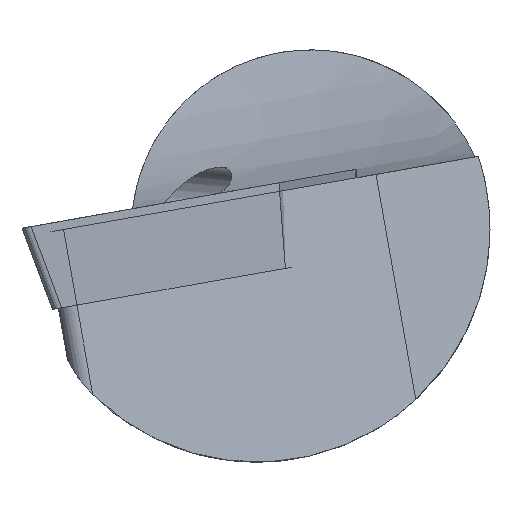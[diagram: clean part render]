
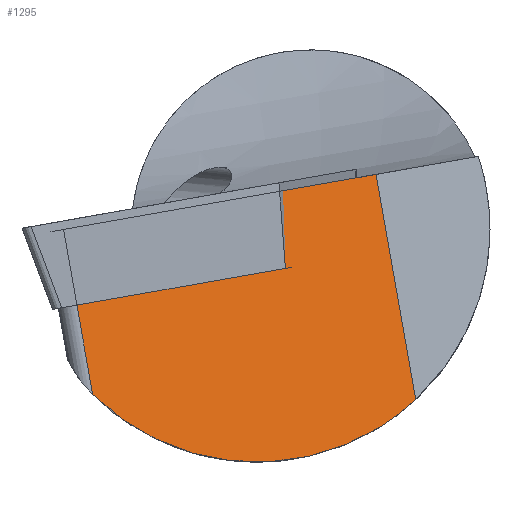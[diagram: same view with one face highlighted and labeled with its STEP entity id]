
A CAD part, front view. The second image highlights one B-rep face of the part: STEP entity #1295.
In plain terms, the highlighted face is planar.
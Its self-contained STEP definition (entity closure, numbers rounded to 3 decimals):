
#53=PLANE('',#1440);
#163=ELLIPSE('',#1418,6.825,6.5);
#238=ORIENTED_EDGE('',*,*,#540,.F.);
#239=ORIENTED_EDGE('',*,*,#580,.T.);
#240=ORIENTED_EDGE('',*,*,#556,.T.);
#241=ORIENTED_EDGE('',*,*,#581,.F.);
#540=EDGE_CURVE('',#721,#722,#163,.F.);
#556=EDGE_CURVE('',#736,#735,#846,.T.);
#580=EDGE_CURVE('',#721,#736,#860,.T.);
#581=EDGE_CURVE('',#722,#735,#861,.T.);
#721=VERTEX_POINT('',#1990);
#722=VERTEX_POINT('',#1992);
#735=VERTEX_POINT('',#2067);
#736=VERTEX_POINT('',#2069);
#846=LINE('',#2068,#949);
#860=LINE('',#2134,#963);
#861=LINE('',#2135,#964);
#949=VECTOR('',#1601,1000.);
#963=VECTOR('',#1637,1000.);
#964=VECTOR('',#1638,1000.);
#1061=EDGE_LOOP('',(#238,#239,#240,#241));
#1166=FACE_BOUND('',#1061,.T.);
#1295=ADVANCED_FACE('',(#1166),#53,.F.);
#1418=AXIS2_PLACEMENT_3D('',#1991,#1574,#1575);
#1440=AXIS2_PLACEMENT_3D('',#2133,#1635,#1636);
#1574=DIRECTION('',(-0.952,-0.3,0.053));
#1575=DIRECTION('',(-0.305,0.938,-0.165));
#1601=DIRECTION('',(-0.305,0.938,-0.165));
#1635=DIRECTION('',(0.952,0.3,-0.053));
#1636=DIRECTION('',(0.301,-0.954,0.));
#1637=DIRECTION('',(0.,0.174,0.985));
#1638=DIRECTION('',(0.,0.174,0.985));
#1990=CARTESIAN_POINT('',(3.424,-2.929,-4.758));
#1991=CARTESIAN_POINT('',(2.292,1.5,0.));
#1992=CARTESIAN_POINT('',(0.589,6.087,-4.606));
#2067=CARTESIAN_POINT('',(0.589,6.897,-0.009));
#2068=CARTESIAN_POINT('',(0.93,5.849,0.176));
#2069=CARTESIAN_POINT('',(3.424,-1.82,1.529));
#2133=CARTESIAN_POINT('',(2.575,-0.911,-8.583));
#2134=CARTESIAN_POINT('',(3.424,-3.522,-8.123));
#2135=CARTESIAN_POINT('',(0.589,5.195,-9.66));
